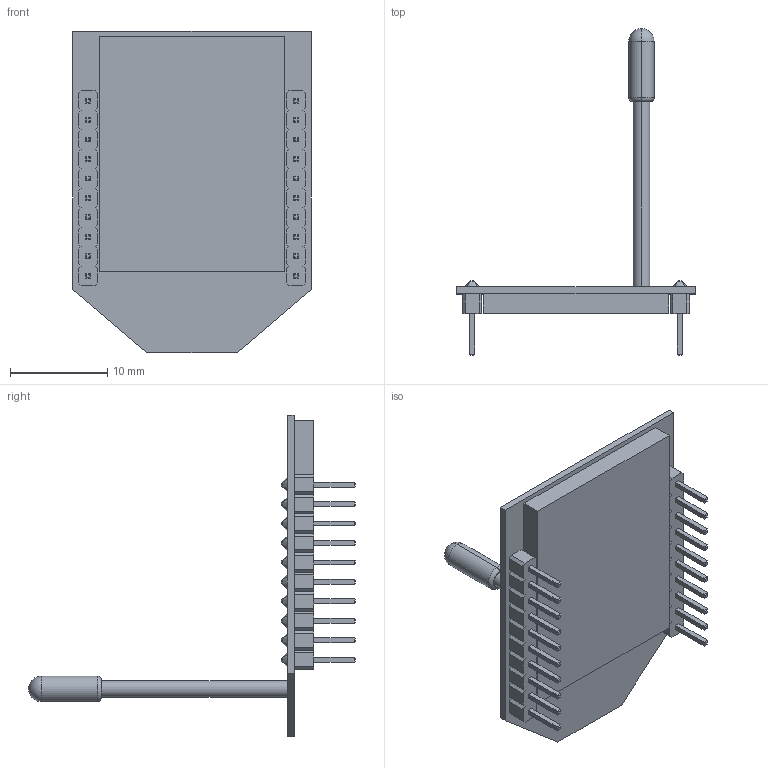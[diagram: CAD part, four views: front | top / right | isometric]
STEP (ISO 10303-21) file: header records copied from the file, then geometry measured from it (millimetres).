
FILE_DESCRIPTION (( 'STEP AP214' ), '1' );
FILE_NAME ('XBee.STEP', '2025-02-02T15:27:59', ( '' ), ( '' ), 'SwSTEP 2.0', 'SolidWorks 2024', '' );
FILE_SCHEMA (( 'AUTOMOTIVE_DESIGN' ));
Length unit declared in the file: millimetre
Products named in the file (1): XBee
Bounding box: 24.5 x 33.6 x 33 mm (x, y, z)
Volume: 1717.7 mm3; surface area: 2379.1 mm2
Topology: 1 solids, 21 shells, 668 faces, 1584 edges, 1001 vertices
Faces by surface type: plane 540, bspline 80, cylinder 44, sphere 2, torus 2
Entity records: 28053 total; most frequent: CARTESIAN_POINT 5560, ORIENTED_EDGE 3160, DIRECTION 2836, EDGE_CURVE 1580, VECTOR 1326, LINE 1326, VERTEX_POINT 999, AXIS2_PLACEMENT_3D 755
